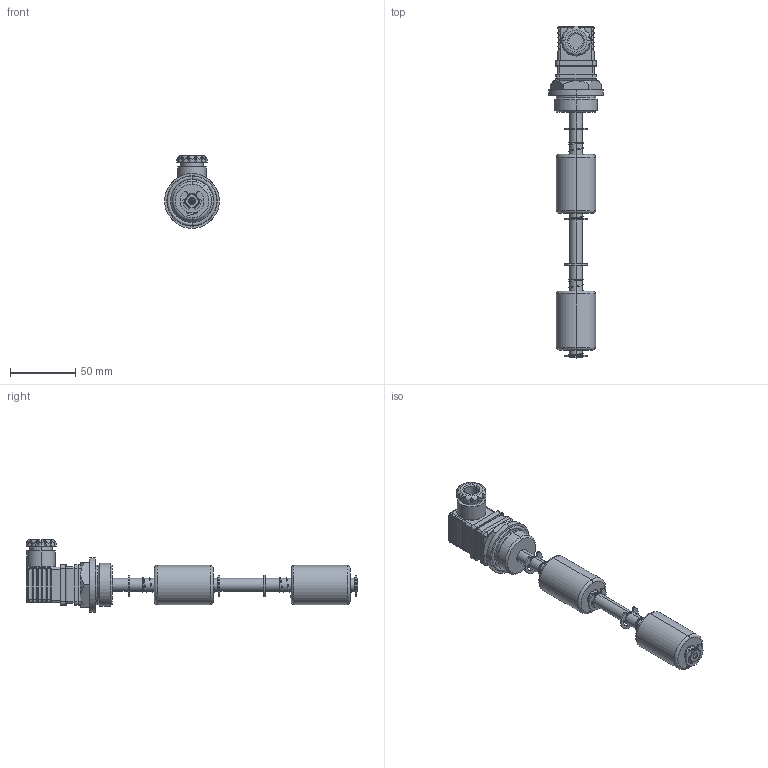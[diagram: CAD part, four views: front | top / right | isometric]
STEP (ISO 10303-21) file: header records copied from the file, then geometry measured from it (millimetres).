
FILE_DESCRIPTION (( 'STEP AP214' ), '1' );
FILE_NAME ('P310.STEP', '2020-02-13T09:26:38', ( '' ), ( '' ), 'SwSTEP 2.0', 'SolidWorks 2019', '' );
FILE_SCHEMA (( 'AUTOMOTIVE_DESIGN' ));
Length unit declared in the file: millimetre
Products named in the file (1): P310
Bounding box: 42 x 254.45 x 55.75 mm (x, y, z)
Surface area: 39453.9 mm2 (no closed solid volume)
Topology: 0 solids, 27 shells, 533 faces, 1608 edges, 1054 vertices
Faces by surface type: cylinder 232, plane 163, torus 56, bspline 56, cone 16, sphere 10
Entity records: 41214 total; most frequent: CARTESIAN_POINT 21483, DIRECTION 2941, ORIENTED_EDGE 2708, EDGE_CURVE 1604, AXIS2_PLACEMENT_3D 1160, VERTEX_POINT 1054, CIRCLE 682, LINE 621
